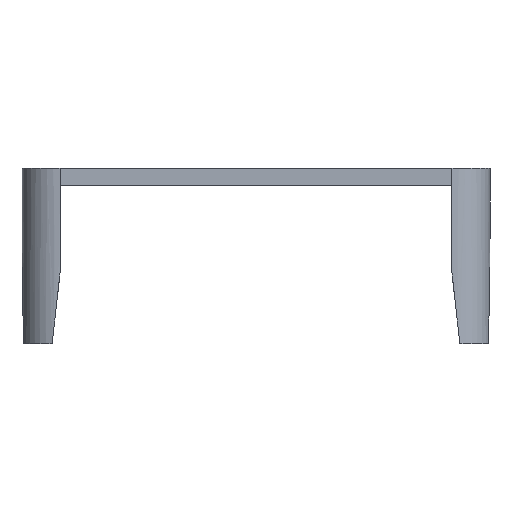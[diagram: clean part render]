
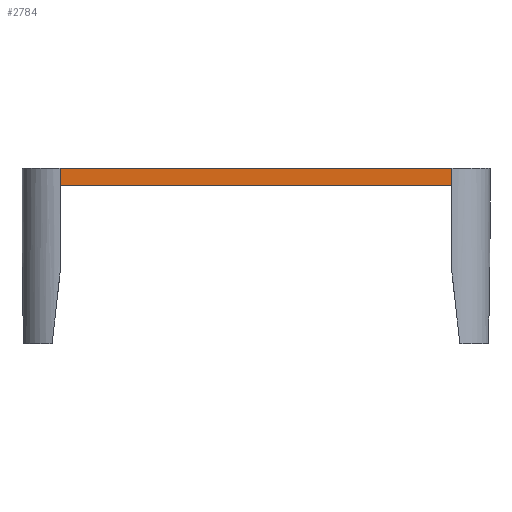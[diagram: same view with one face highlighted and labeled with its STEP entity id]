
A CAD part, front view. The second image highlights one B-rep face of the part: STEP entity #2784.
In plain terms, the highlighted planar face has unit normal (0, -1, 0).
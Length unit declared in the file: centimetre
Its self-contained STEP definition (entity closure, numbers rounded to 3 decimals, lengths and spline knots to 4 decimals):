
#224=FACE_OUTER_BOUND($,#379,.T.);
#379=EDGE_LOOP($,(#2396,#2397,#2398,#2399));
#465=LINE($,#3820,#815);
#713=LINE($,#4461,#1063);
#742=LINE($,#4520,#1092);
#743=LINE($,#4521,#1093);
#815=VECTOR($,#3060,6.7);
#1063=VECTOR($,#3568,0.3);
#1092=VECTOR($,#3641,6.7);
#1093=VECTOR($,#3642,0.3);
#1162=VERTEX_POINT($,#3817);
#1163=VERTEX_POINT($,#3819);
#1330=VERTEX_POINT($,#4459);
#1338=VERTEX_POINT($,#4519);
#1412=EDGE_CURVE($,#1163,#1162,#465,.T.);
#1688=EDGE_CURVE($,#1163,#1330,#713,.T.);
#1717=EDGE_CURVE($,#1330,#1338,#742,.T.);
#1718=EDGE_CURVE($,#1338,#1162,#743,.T.);
#2396=ORIENTED_EDGE($,*,*,#1717,.F.);
#2397=ORIENTED_EDGE($,*,*,#1688,.F.);
#2398=ORIENTED_EDGE($,*,*,#1412,.T.);
#2399=ORIENTED_EDGE($,*,*,#1718,.F.);
#2643=PLANE($,#2959);
#2784=ADVANCED_FACE($,(#224),#2643,.T.);
#2959=AXIS2_PLACEMENT_3D($,#4518,#3639,#3640);
#3060=DIRECTION($,(1.,0.,0.));
#3568=DIRECTION($,(0.,0.,1.));
#3639=DIRECTION('center_axis',(0.,-1.,0.));
#3640=DIRECTION('ref_axis',(1.,0.,0.));
#3641=DIRECTION($,(1.,0.,0.));
#3642=DIRECTION($,(0.,0.,-1.));
#3817=CARTESIAN_POINT('',(3.35,-6.25,2.7));
#3819=CARTESIAN_POINT('',(-3.35,-6.25,2.7));
#3820=CARTESIAN_POINT($,(-2.,-6.25,2.7));
#4459=CARTESIAN_POINT('',(-3.35,-6.25,3.));
#4461=CARTESIAN_POINT($,(-3.35,-6.25,0.));
#4518=CARTESIAN_POINT('Origin',(-4.,-6.25,0.));
#4519=CARTESIAN_POINT('',(3.35,-6.25,3.));
#4520=CARTESIAN_POINT($,(-4.,-6.25,3.));
#4521=CARTESIAN_POINT($,(3.35,-6.25,0.));
